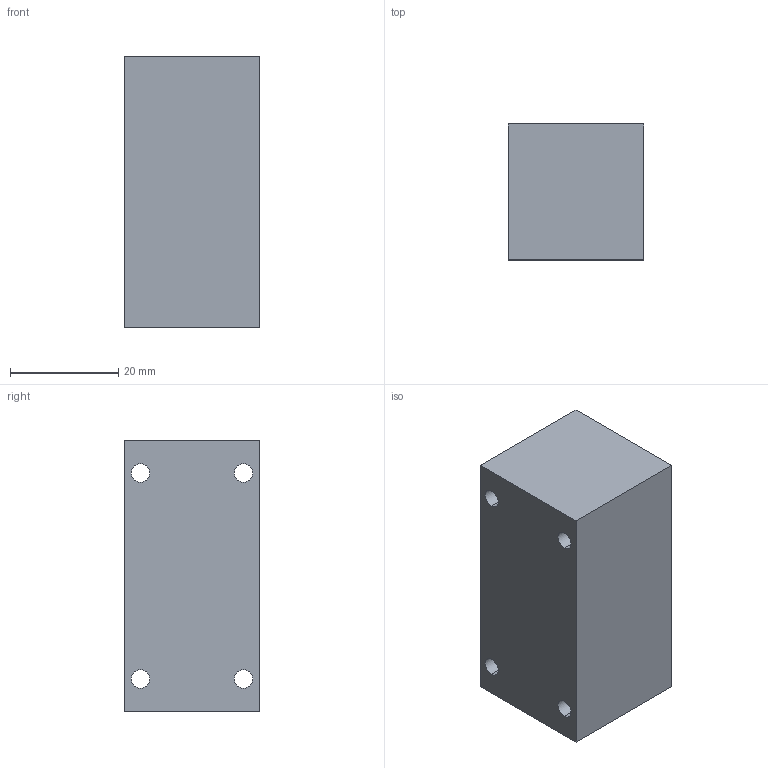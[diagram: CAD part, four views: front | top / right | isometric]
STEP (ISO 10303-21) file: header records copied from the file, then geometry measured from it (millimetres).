
FILE_DESCRIPTION (( 'STEP AP214' ), '1' );
FILE_NAME ('L-25-510_Airtec.step', '2018-12-05T13:24:39', ( '' ), ( '' ), 'SwSTEP 2.0', 'SolidWorks 2010', '' );
FILE_SCHEMA (( 'AUTOMOTIVE_DESIGN' ));
Length unit declared in the file: millimetre
Products named in the file (1): L-25-510_Airtec
Bounding box: 25 x 25 x 50 mm (x, y, z)
Volume: 29698.7 mm3; surface area: 7874.7 mm2
Topology: 1 solids, 1 shells, 168 faces, 464 edges, 300 vertices
Faces by surface type: plane 134, cylinder 22, cone 12
Entity records: 5240 total; most frequent: CARTESIAN_POINT 921, ORIENTED_EDGE 904, DIRECTION 836, EDGE_CURVE 452, VECTOR 406, LINE 406, VERTEX_POINT 300, AXIS2_PLACEMENT_3D 215
